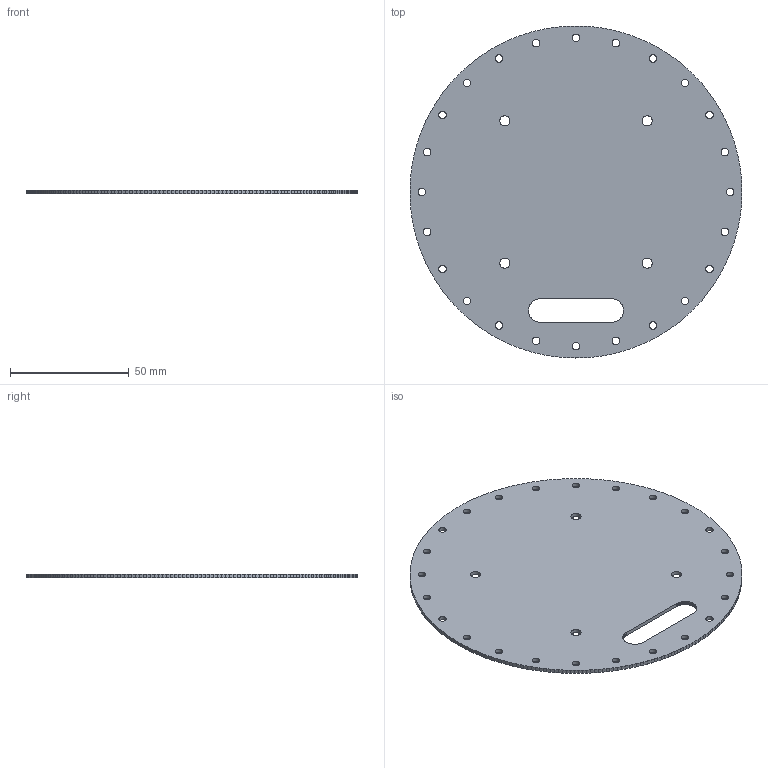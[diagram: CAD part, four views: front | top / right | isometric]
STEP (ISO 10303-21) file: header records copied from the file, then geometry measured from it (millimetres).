
FILE_DESCRIPTION(('KiCad electronic assembly'),'2;1');
FILE_NAME('AvionicsMountPlate.step','2023-05-17T18:16:26',('Pcbnew'),( 'Kicad'),'Open CASCADE STEP processor 7.6','KiCad to STEP converter' ,'Unknown');
FILE_SCHEMA(('AUTOMOTIVE_DESIGN { 1 0 10303 214 1 1 1 1 }'));
Length unit declared in the file: millimetre
Products named in the file (2): AvionicsMountPlate 1; PCB
Assembly tree (1 placements, depth 2):
  AvionicsMountPlate 1
    PCB
Bounding box: 140 x 140 x 1.6 mm (x, y, z)
Volume: 23620.5 mm3; surface area: 30848 mm2
Topology: 1 solids, 1 shells, 365 faces, 1089 edges, 726 vertices
Faces by surface type: plane 337, cylinder 28
Full cylindrical faces by diameter (mm): 3.2 x24, 4.3 x4
Entity records: 26547 total; most frequent: CARTESIAN_POINT 4696, DIRECTION 4001, LINE 3155, VECTOR 3155, ORIENTED_EDGE 2178, PCURVE 2178, DEFINITIONAL_REPRESENTATION 2178, EDGE_CURVE 1089
